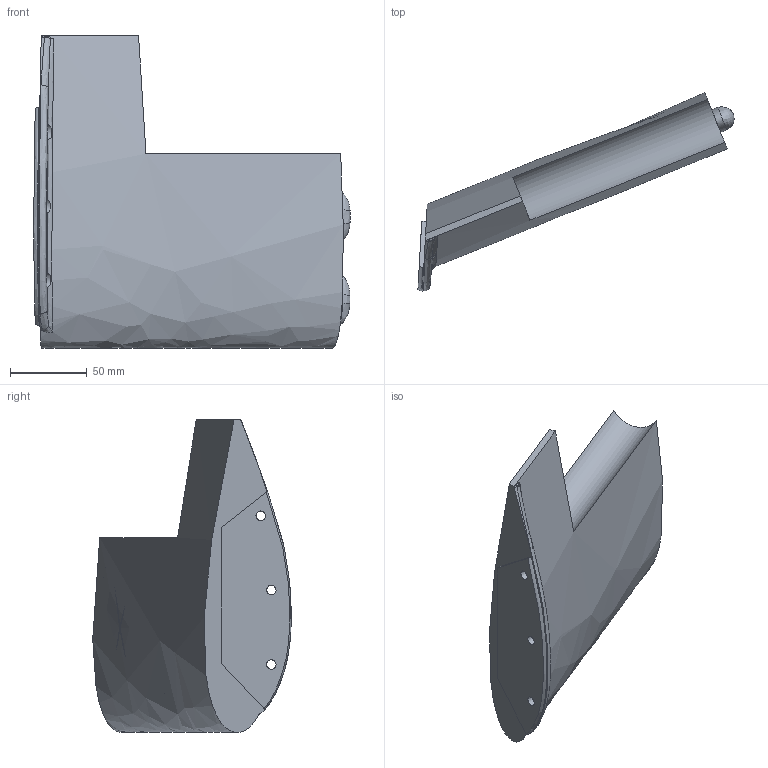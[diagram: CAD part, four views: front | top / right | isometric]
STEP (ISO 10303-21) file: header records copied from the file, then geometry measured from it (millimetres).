
FILE_DESCRIPTION(/* description */ (''),/* implementation_level */ '2;1');
FILE_NAME(/* name */ 'Tail2.2.stp',/* time_stamp */ '2026-01-22T19:28:41-05:00',/* author */ ('mateo'),/* organization */ (''),/* preprocessor_version */ 'ST-DEVELOPER v20.1',/* originating_system */ 'Autodesk Inventor 2026',/* authorisation */ '');
FILE_SCHEMA (('AUTOMOTIVE_DESIGN { 1 0 10303 214 3 1 1 }'));
Length unit declared in the file: millimetre
Products named in the file (1): Redone-Tail
Bounding box: 206.45 x 129.64 x 204 mm (x, y, z)
Volume: 381005.3 mm3; surface area: 192907.5 mm2
Topology: 1 solids, 15 shells, 142 faces, 347 edges, 255 vertices
Faces by surface type: plane 86, bspline 48, cylinder 8
Full cylindrical faces by diameter (mm): 1.5 x1, 6.2 x3, 10 x3
Entity records: 14529 total; most frequent: CARTESIAN_POINT 11668, ORIENTED_EDGE 656, DIRECTION 379, EDGE_CURVE 328, VERTEX_POINT 219, B_SPLINE_CURVE_WITH_KNOTS 175, EDGE_LOOP 151, FACE_OUTER_BOUND 142
